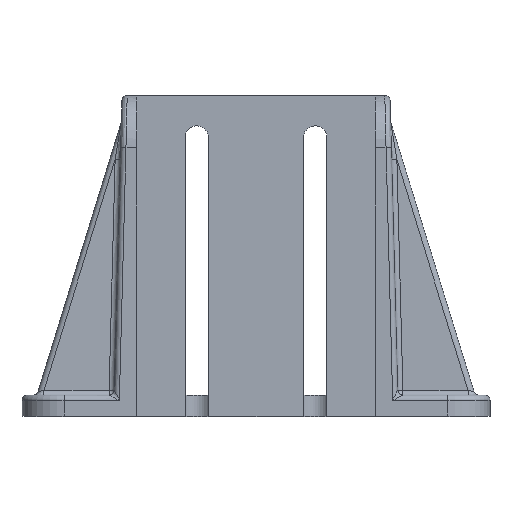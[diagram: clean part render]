
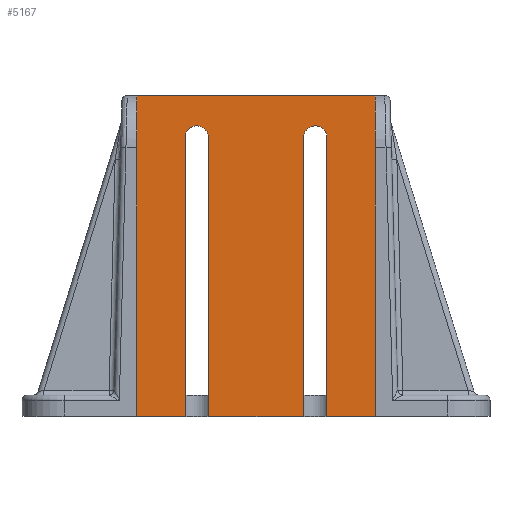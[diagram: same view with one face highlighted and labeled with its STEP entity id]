
A CAD part, top view. The second image highlights one B-rep face of the part: STEP entity #5167.
In plain terms, the highlighted planar face has unit normal (0, 0, 1).
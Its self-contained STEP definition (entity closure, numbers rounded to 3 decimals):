
#33 = CARTESIAN_POINT ( 'NONE',  ( 166.775, 122., -3.7 ) ) ;
#214 = CARTESIAN_POINT ( 'NONE',  ( -45.34, 8., -3.7 ) ) ;
#231 = CARTESIAN_POINT ( 'NONE',  ( 18., 0., -3.7 ) ) ;
#237 = LINE ( 'NONE', #5495, #1357 ) ;
#261 = CARTESIAN_POINT ( 'NONE',  ( -18., 106., -3.7 ) ) ;
#266 = CARTESIAN_POINT ( 'NONE',  ( -18., 0., -3.7 ) ) ;
#274 = CARTESIAN_POINT ( 'NONE',  ( 22.5, 106., -3.7 ) ) ;
#312 = CARTESIAN_POINT ( 'NONE',  ( 27., 0., -3.7 ) ) ;
#351 = CARTESIAN_POINT ( 'NONE',  ( -27., 0., -3.7 ) ) ;
#363 = ORIENTED_EDGE ( 'NONE', *, *, #3250, .T. ) ;
#366 = DIRECTION ( 'NONE',  ( 0., 0., 1. ) ) ;
#394 = CARTESIAN_POINT ( 'NONE',  ( -22.5, 106., -3.7 ) ) ;
#503 = ORIENTED_EDGE ( 'NONE', *, *, #688, .F. ) ;
#602 = ORIENTED_EDGE ( 'NONE', *, *, #3398, .F. ) ;
#609 = VERTEX_POINT ( 'NONE', #2540 ) ;
#656 = CARTESIAN_POINT ( 'NONE',  ( -45.34, 122., -3.7 ) ) ;
#688 = EDGE_CURVE ( 'NONE', #609, #4694, #3490, .T. ) ;
#804 = AXIS2_PLACEMENT_3D ( 'NONE', #274, #2998, #2016 ) ;
#901 = ORIENTED_EDGE ( 'NONE', *, *, #1110, .T. ) ;
#903 = CARTESIAN_POINT ( 'NONE',  ( 45.34, 122., -3.7 ) ) ;
#1012 = FACE_OUTER_BOUND ( 'NONE', #1704, .T. ) ;
#1021 = AXIS2_PLACEMENT_3D ( 'NONE', #394, #366, #5622 ) ;
#1040 = VECTOR ( 'NONE', #2004, 1000. ) ;
#1110 = EDGE_CURVE ( 'NONE', #4506, #1149, #3834, .T. ) ;
#1133 = CARTESIAN_POINT ( 'NONE',  ( 18., 106., -3.7 ) ) ;
#1149 = VERTEX_POINT ( 'NONE', #351 ) ;
#1271 = DIRECTION ( 'NONE',  ( 1., 0., 0. ) ) ;
#1329 = DIRECTION ( 'NONE',  ( -1., 0., 0. ) ) ;
#1348 = LINE ( 'NONE', #1375, #4956 ) ;
#1357 = VECTOR ( 'NONE', #5584, 1000. ) ;
#1375 = CARTESIAN_POINT ( 'NONE',  ( -45.34, 8., -3.7 ) ) ;
#1403 = EDGE_CURVE ( 'NONE', #2591, #3258, #4350, .T. ) ;
#1531 = ORIENTED_EDGE ( 'NONE', *, *, #1403, .F. ) ;
#1544 = ORIENTED_EDGE ( 'NONE', *, *, #4759, .F. ) ;
#1555 = VERTEX_POINT ( 'NONE', #903 ) ;
#1640 = DIRECTION ( 'NONE',  ( 1., 0., 0. ) ) ;
#1685 = VERTEX_POINT ( 'NONE', #266 ) ;
#1704 = EDGE_LOOP ( 'NONE', ( #901, #4720, #503, #4641, #2915, #602, #1544, #1531, #4298, #2633, #363, #2727 ) ) ;
#1810 = DIRECTION ( 'NONE',  ( 0., -1., 0. ) ) ;
#1861 = LINE ( 'NONE', #4913, #5235 ) ;
#2004 = DIRECTION ( 'NONE',  ( 0., 1., 0. ) ) ;
#2016 = DIRECTION ( 'NONE',  ( 1., 0., 0. ) ) ;
#2142 = VERTEX_POINT ( 'NONE', #231 ) ;
#2199 = EDGE_CURVE ( 'NONE', #1685, #609, #2868, .T. ) ;
#2312 = VECTOR ( 'NONE', #5513, 1000. ) ;
#2329 = DIRECTION ( 'NONE',  ( 0., 0., -1. ) ) ;
#2392 = VECTOR ( 'NONE', #3551, 1000. ) ;
#2486 = CARTESIAN_POINT ( 'NONE',  ( -45.34, 0., -3.7 ) ) ;
#2540 = CARTESIAN_POINT ( 'NONE',  ( -18., 106., -3.7 ) ) ;
#2555 = CARTESIAN_POINT ( 'NONE',  ( -45.34, 0., -3.7 ) ) ;
#2591 = VERTEX_POINT ( 'NONE', #312 ) ;
#2633 = ORIENTED_EDGE ( 'NONE', *, *, #4323, .F. ) ;
#2647 = VERTEX_POINT ( 'NONE', #2686 ) ;
#2686 = CARTESIAN_POINT ( 'NONE',  ( 45.34, 0., -3.7 ) ) ;
#2727 = ORIENTED_EDGE ( 'NONE', *, *, #3592, .T. ) ;
#2741 = CARTESIAN_POINT ( 'NONE',  ( -27., 106., -3.7 ) ) ;
#2868 = LINE ( 'NONE', #261, #1040 ) ;
#2915 = ORIENTED_EDGE ( 'NONE', *, *, #5239, .T. ) ;
#2961 = VECTOR ( 'NONE', #1271, 1000. ) ;
#2998 = DIRECTION ( 'NONE',  ( 0., 0., 1. ) ) ;
#3065 = CARTESIAN_POINT ( 'NONE',  ( 27., 0., -3.7 ) ) ;
#3107 = VERTEX_POINT ( 'NONE', #656 ) ;
#3112 = DIRECTION ( 'NONE',  ( 0., -1., 0. ) ) ;
#3206 = EDGE_CURVE ( 'NONE', #4694, #1149, #1861, .T. ) ;
#3225 = VECTOR ( 'NONE', #1329, 1000. ) ;
#3250 = EDGE_CURVE ( 'NONE', #1555, #3107, #4354, .T. ) ;
#3258 = VERTEX_POINT ( 'NONE', #4436 ) ;
#3345 = LINE ( 'NONE', #4229, #2312 ) ;
#3398 = EDGE_CURVE ( 'NONE', #4782, #2142, #3345, .T. ) ;
#3426 = EDGE_CURVE ( 'NONE', #2591, #2647, #5634, .T. ) ;
#3490 = CIRCLE ( 'NONE', #1021, 4.5 ) ;
#3551 = DIRECTION ( 'NONE',  ( 0., -1., 0. ) ) ;
#3592 = EDGE_CURVE ( 'NONE', #3107, #4506, #1348, .T. ) ;
#3609 = CARTESIAN_POINT ( 'NONE',  ( 45.34, 8., -3.7 ) ) ;
#3834 = LINE ( 'NONE', #2555, #2961 ) ;
#3869 = CARTESIAN_POINT ( 'NONE',  ( -45.34, 0., -3.7 ) ) ;
#3977 = LINE ( 'NONE', #3609, #2392 ) ;
#4013 = PLANE ( 'NONE',  #4175 ) ;
#4043 = VECTOR ( 'NONE', #1640, 1000. ) ;
#4070 = DIRECTION ( 'NONE',  ( -1., 0., 0. ) ) ;
#4175 = AXIS2_PLACEMENT_3D ( 'NONE', #214, #2329, #4070 ) ;
#4229 = CARTESIAN_POINT ( 'NONE',  ( 18., 106., -3.7 ) ) ;
#4298 = ORIENTED_EDGE ( 'NONE', *, *, #3426, .T. ) ;
#4323 = EDGE_CURVE ( 'NONE', #1555, #2647, #3977, .T. ) ;
#4350 = LINE ( 'NONE', #3065, #4775 ) ;
#4354 = LINE ( 'NONE', #33, #3225 ) ;
#4357 = CIRCLE ( 'NONE', #804, 4.5 ) ;
#4436 = CARTESIAN_POINT ( 'NONE',  ( 27., 106., -3.7 ) ) ;
#4506 = VERTEX_POINT ( 'NONE', #2486 ) ;
#4621 = DIRECTION ( 'NONE',  ( 0., 1., 0. ) ) ;
#4641 = ORIENTED_EDGE ( 'NONE', *, *, #2199, .F. ) ;
#4694 = VERTEX_POINT ( 'NONE', #2741 ) ;
#4720 = ORIENTED_EDGE ( 'NONE', *, *, #3206, .F. ) ;
#4759 = EDGE_CURVE ( 'NONE', #3258, #4782, #4357, .T. ) ;
#4775 = VECTOR ( 'NONE', #4621, 1000. ) ;
#4782 = VERTEX_POINT ( 'NONE', #1133 ) ;
#4913 = CARTESIAN_POINT ( 'NONE',  ( -27., 0., -3.7 ) ) ;
#4956 = VECTOR ( 'NONE', #3112, 1000. ) ;
#5167 = ADVANCED_FACE ( 'NONE', ( #1012 ), #4013, .F. ) ;
#5235 = VECTOR ( 'NONE', #1810, 1000. ) ;
#5239 = EDGE_CURVE ( 'NONE', #1685, #2142, #237, .T. ) ;
#5495 = CARTESIAN_POINT ( 'NONE',  ( -45.34, 0., -3.7 ) ) ;
#5513 = DIRECTION ( 'NONE',  ( 0., -1., 0. ) ) ;
#5584 = DIRECTION ( 'NONE',  ( 1., 0., 0. ) ) ;
#5622 = DIRECTION ( 'NONE',  ( -1., 0., 0. ) ) ;
#5634 = LINE ( 'NONE', #3869, #4043 ) ;
